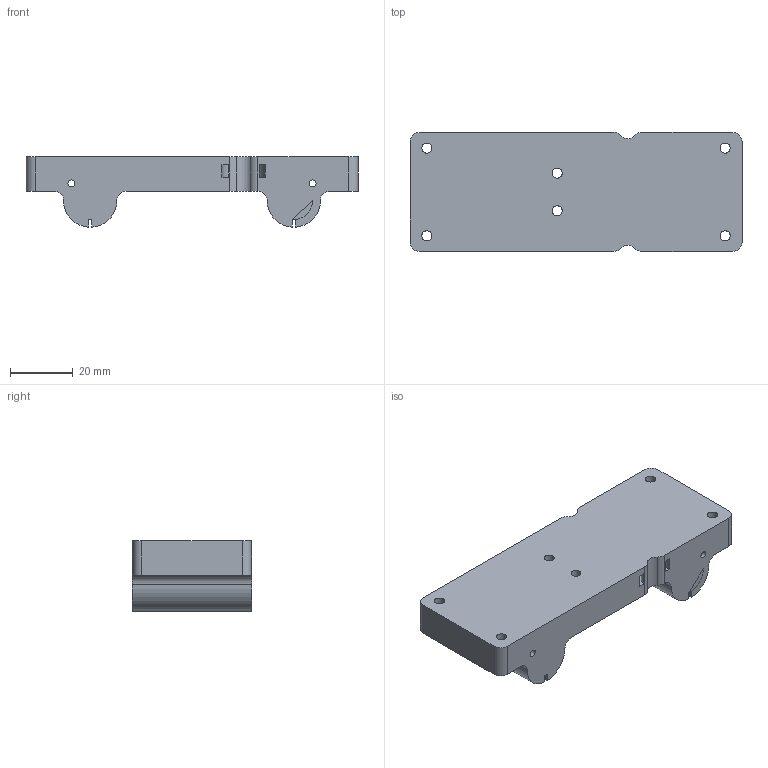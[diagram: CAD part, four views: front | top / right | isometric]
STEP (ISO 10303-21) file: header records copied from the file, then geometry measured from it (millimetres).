
FILE_DESCRIPTION(('FreeCAD Model'),'2;1');
FILE_NAME('Open CASCADE Shape Model','2022-01-08T21:49:20',('Author'),( ''),'Open CASCADE STEP processor 7.5','FreeCAD','Unknown');
FILE_SCHEMA(('AUTOMOTIVE_DESIGN { 1 0 10303 214 1 1 1 1 }'));
Length unit declared in the file: millimetre
Products named in the file (1): y-carriage
Bounding box: 106 x 38 x 22.49 mm (x, y, z)
Volume: 47902.4 mm3; surface area: 17494.8 mm2
Topology: 1 solids, 1 shells, 100 faces, 267 edges, 179 vertices
Faces by surface type: plane 64, cylinder 36
Full cylindrical faces by diameter (mm): 2.2 x2, 2.8 x4, 3.2 x6, 12 x1
Entity records: 6750 total; most frequent: CARTESIAN_POINT 1327, DIRECTION 1010, LINE 614, VECTOR 614, ORIENTED_EDGE 536, PCURVE 536, DEFINITIONAL_REPRESENTATION 536, EDGE_CURVE 268
